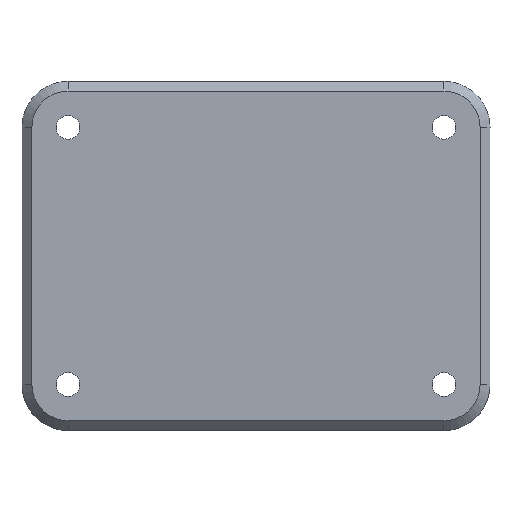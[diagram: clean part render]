
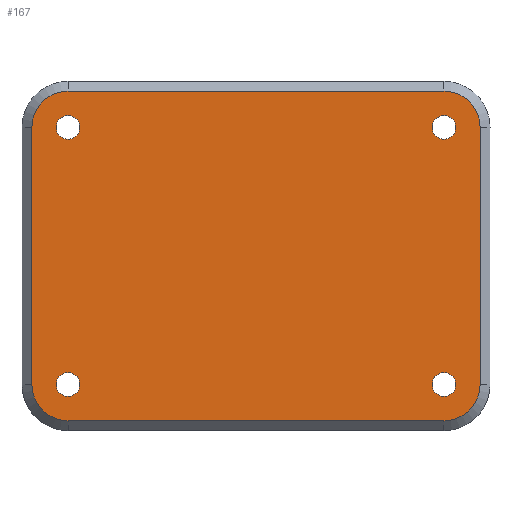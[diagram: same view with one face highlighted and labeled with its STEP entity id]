
A CAD part, top view. The second image highlights one B-rep face of the part: STEP entity #167.
In plain terms, the highlighted planar face has unit normal (0, 0, 1).
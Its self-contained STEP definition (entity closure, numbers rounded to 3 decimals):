
#6 = VERTEX_POINT ( 'NONE', #2746 ) ;
#13 = VECTOR ( 'NONE', #65, 1000. ) ;
#65 = DIRECTION ( 'NONE',  ( 1., 0., 0. ) ) ;
#78 = EDGE_LOOP ( 'NONE', ( #1175, #2313 ) ) ;
#89 = DIRECTION ( 'NONE',  ( 1., 0., 0. ) ) ;
#162 = DIRECTION ( 'NONE',  ( 0., 0., 1. ) ) ;
#167 = ADVANCED_FACE ( 'NONE', ( #2125, #1906, #381, #2806, #1674 ), #2558, .F. ) ;
#185 = AXIS2_PLACEMENT_3D ( 'NONE', #1927, #412, #2567 ) ;
#216 = DIRECTION ( 'NONE',  ( -1., 0., 0. ) ) ;
#218 = DIRECTION ( 'NONE',  ( -1., 0., 0. ) ) ;
#220 = EDGE_CURVE ( 'NONE', #2833, #1644, #2809, .T. ) ;
#235 = EDGE_CURVE ( 'NONE', #1108, #2042, #630, .T. ) ;
#257 = ORIENTED_EDGE ( 'NONE', *, *, #235, .F. ) ;
#268 = AXIS2_PLACEMENT_3D ( 'NONE', #1977, #162, #2854 ) ;
#271 = CIRCLE ( 'NONE', #1726, 1.2 ) ;
#273 = VERTEX_POINT ( 'NONE', #1805 ) ;
#294 = CARTESIAN_POINT ( 'NONE',  ( 3., 29., 5.57 ) ) ;
#307 = DIRECTION ( 'NONE',  ( 0., -1., 0. ) ) ;
#322 = ORIENTED_EDGE ( 'NONE', *, *, #1593, .T. ) ;
#327 = CIRCLE ( 'NONE', #705, 3.65 ) ;
#330 = CARTESIAN_POINT ( 'NONE',  ( 44.65, 29., 5.57 ) ) ;
#381 = FACE_BOUND ( 'NONE', #2039, .T. ) ;
#399 = CIRCLE ( 'NONE', #550, 1.2 ) ;
#407 = DIRECTION ( 'NONE',  ( 0., 0., 1. ) ) ;
#411 = ORIENTED_EDGE ( 'NONE', *, *, #483, .F. ) ;
#412 = DIRECTION ( 'NONE',  ( 0., 0., 1. ) ) ;
#417 = CIRCLE ( 'NONE', #651, 3.65 ) ;
#433 = CARTESIAN_POINT ( 'NONE',  ( 1.8, 3., 5.57 ) ) ;
#445 = DIRECTION ( 'NONE',  ( 0., 0., 1. ) ) ;
#450 = AXIS2_PLACEMENT_3D ( 'NONE', #667, #1566, #2238 ) ;
#482 = LINE ( 'NONE', #330, #1544 ) ;
#483 = EDGE_CURVE ( 'NONE', #1565, #2179, #271, .T. ) ;
#509 = EDGE_CURVE ( 'NONE', #1644, #2833, #399, .T. ) ;
#518 = EDGE_CURVE ( 'NONE', #2723, #273, #1101, .T. ) ;
#550 = AXIS2_PLACEMENT_3D ( 'NONE', #1343, #2686, #1775 ) ;
#551 = CIRCLE ( 'NONE', #965, 1.2 ) ;
#560 = EDGE_LOOP ( 'NONE', ( #322, #2885, #2363, #1452, #1153, #1836, #661, #1608 ) ) ;
#570 = EDGE_CURVE ( 'NONE', #1969, #2555, #2321, .T. ) ;
#611 = CARTESIAN_POINT ( 'NONE',  ( 3., 32.65, 5.57 ) ) ;
#624 = CARTESIAN_POINT ( 'NONE',  ( 41., 29., 5.57 ) ) ;
#630 = CIRCLE ( 'NONE', #2273, 1.2 ) ;
#651 = AXIS2_PLACEMENT_3D ( 'NONE', #624, #677, #216 ) ;
#661 = ORIENTED_EDGE ( 'NONE', *, *, #1612, .T. ) ;
#667 = CARTESIAN_POINT ( 'NONE',  ( 41., 29., 5.57 ) ) ;
#677 = DIRECTION ( 'NONE',  ( 0., 0., 1. ) ) ;
#692 = EDGE_CURVE ( 'NONE', #2042, #1108, #551, .T. ) ;
#702 = VERTEX_POINT ( 'NONE', #1488 ) ;
#705 = AXIS2_PLACEMENT_3D ( 'NONE', #1176, #2752, #1218 ) ;
#718 = EDGE_LOOP ( 'NONE', ( #1957, #411 ) ) ;
#757 = LINE ( 'NONE', #1602, #13 ) ;
#783 = CARTESIAN_POINT ( 'NONE',  ( 39.8, 3., 5.57 ) ) ;
#793 = CIRCLE ( 'NONE', #185, 3.65 ) ;
#799 = CARTESIAN_POINT ( 'NONE',  ( 44.65, 29., 5.57 ) ) ;
#821 = CIRCLE ( 'NONE', #1779, 1.2 ) ;
#872 = CARTESIAN_POINT ( 'NONE',  ( 42.2, 3., 5.57 ) ) ;
#957 = EDGE_CURVE ( 'NONE', #273, #2723, #821, .T. ) ;
#965 = AXIS2_PLACEMENT_3D ( 'NONE', #1705, #2378, #2407 ) ;
#990 = CARTESIAN_POINT ( 'NONE',  ( 42.2, 29., 5.57 ) ) ;
#1020 = CARTESIAN_POINT ( 'NONE',  ( -0.65, 3., 5.57 ) ) ;
#1035 = CARTESIAN_POINT ( 'NONE',  ( 3., 29., 5.57 ) ) ;
#1052 = EDGE_CURVE ( 'NONE', #2471, #2190, #1943, .T. ) ;
#1063 = AXIS2_PLACEMENT_3D ( 'NONE', #294, #1660, #2804 ) ;
#1078 = DIRECTION ( 'NONE',  ( 1., 0., 0. ) ) ;
#1101 = CIRCLE ( 'NONE', #450, 1.2 ) ;
#1108 = VERTEX_POINT ( 'NONE', #1514 ) ;
#1153 = ORIENTED_EDGE ( 'NONE', *, *, #2632, .T. ) ;
#1166 = CARTESIAN_POINT ( 'NONE',  ( 4.2, 29., 5.57 ) ) ;
#1175 = ORIENTED_EDGE ( 'NONE', *, *, #220, .F. ) ;
#1176 = CARTESIAN_POINT ( 'NONE',  ( 3., 3., 5.57 ) ) ;
#1191 = CARTESIAN_POINT ( 'NONE',  ( -0.65, 3., 5.57 ) ) ;
#1198 = CARTESIAN_POINT ( 'NONE',  ( 41., 29., 5.57 ) ) ;
#1218 = DIRECTION ( 'NONE',  ( -1., 0., 0. ) ) ;
#1229 = CARTESIAN_POINT ( 'NONE',  ( -0.65, 29., 5.57 ) ) ;
#1244 = AXIS2_PLACEMENT_3D ( 'NONE', #1714, #2439, #218 ) ;
#1248 = EDGE_CURVE ( 'NONE', #6, #702, #793, .T. ) ;
#1343 = CARTESIAN_POINT ( 'NONE',  ( 41., 3., 5.57 ) ) ;
#1385 = EDGE_LOOP ( 'NONE', ( #257, #2080 ) ) ;
#1400 = VERTEX_POINT ( 'NONE', #799 ) ;
#1406 = CIRCLE ( 'NONE', #1647, 1.2 ) ;
#1416 = EDGE_CURVE ( 'NONE', #2179, #1565, #1406, .T. ) ;
#1443 = ORIENTED_EDGE ( 'NONE', *, *, #518, .F. ) ;
#1452 = ORIENTED_EDGE ( 'NONE', *, *, #2464, .T. ) ;
#1488 = CARTESIAN_POINT ( 'NONE',  ( 44.65, 3., 5.57 ) ) ;
#1514 = CARTESIAN_POINT ( 'NONE',  ( 4.2, 3., 5.57 ) ) ;
#1544 = VECTOR ( 'NONE', #2257, 1000. ) ;
#1565 = VERTEX_POINT ( 'NONE', #2469 ) ;
#1566 = DIRECTION ( 'NONE',  ( 0., 0., 1. ) ) ;
#1593 = EDGE_CURVE ( 'NONE', #2555, #1808, #327, .T. ) ;
#1602 = CARTESIAN_POINT ( 'NONE',  ( 41., -0.65, 5.57 ) ) ;
#1608 = ORIENTED_EDGE ( 'NONE', *, *, #570, .T. ) ;
#1612 = EDGE_CURVE ( 'NONE', #2190, #1969, #2339, .T. ) ;
#1644 = VERTEX_POINT ( 'NONE', #783 ) ;
#1647 = AXIS2_PLACEMENT_3D ( 'NONE', #1035, #2617, #2151 ) ;
#1660 = DIRECTION ( 'NONE',  ( 0., 0., 1. ) ) ;
#1674 = FACE_BOUND ( 'NONE', #1385, .T. ) ;
#1705 = CARTESIAN_POINT ( 'NONE',  ( 3., 3., 5.57 ) ) ;
#1714 = CARTESIAN_POINT ( 'NONE',  ( 41., 29., 5.57 ) ) ;
#1726 = AXIS2_PLACEMENT_3D ( 'NONE', #2472, #445, #2716 ) ;
#1757 = CARTESIAN_POINT ( 'NONE',  ( 3., 3., 5.57 ) ) ;
#1775 = DIRECTION ( 'NONE',  ( 1., 0., 0. ) ) ;
#1779 = AXIS2_PLACEMENT_3D ( 'NONE', #1198, #2101, #89 ) ;
#1805 = CARTESIAN_POINT ( 'NONE',  ( 39.8, 29., 5.57 ) ) ;
#1808 = VERTEX_POINT ( 'NONE', #2452 ) ;
#1836 = ORIENTED_EDGE ( 'NONE', *, *, #1052, .T. ) ;
#1860 = CARTESIAN_POINT ( 'NONE',  ( 41., 32.65, 5.57 ) ) ;
#1897 = ORIENTED_EDGE ( 'NONE', *, *, #957, .F. ) ;
#1906 = FACE_BOUND ( 'NONE', #718, .T. ) ;
#1912 = VECTOR ( 'NONE', #307, 1000. ) ;
#1927 = CARTESIAN_POINT ( 'NONE',  ( 41., 3., 5.57 ) ) ;
#1934 = DIRECTION ( 'NONE',  ( -1., 0., 0. ) ) ;
#1943 = LINE ( 'NONE', #611, #2242 ) ;
#1957 = ORIENTED_EDGE ( 'NONE', *, *, #1416, .F. ) ;
#1969 = VERTEX_POINT ( 'NONE', #1229 ) ;
#1977 = CARTESIAN_POINT ( 'NONE',  ( 41., 3., 5.57 ) ) ;
#2039 = EDGE_LOOP ( 'NONE', ( #1443, #1897 ) ) ;
#2042 = VERTEX_POINT ( 'NONE', #433 ) ;
#2074 = CARTESIAN_POINT ( 'NONE',  ( 3., 32.65, 5.57 ) ) ;
#2080 = ORIENTED_EDGE ( 'NONE', *, *, #692, .F. ) ;
#2101 = DIRECTION ( 'NONE',  ( 0., 0., 1. ) ) ;
#2125 = FACE_OUTER_BOUND ( 'NONE', #560, .T. ) ;
#2146 = EDGE_CURVE ( 'NONE', #1808, #6, #757, .T. ) ;
#2151 = DIRECTION ( 'NONE',  ( 1., 0., 0. ) ) ;
#2179 = VERTEX_POINT ( 'NONE', #1166 ) ;
#2190 = VERTEX_POINT ( 'NONE', #2074 ) ;
#2238 = DIRECTION ( 'NONE',  ( 1., 0., 0. ) ) ;
#2242 = VECTOR ( 'NONE', #1934, 1000. ) ;
#2257 = DIRECTION ( 'NONE',  ( 0., 1., 0. ) ) ;
#2273 = AXIS2_PLACEMENT_3D ( 'NONE', #1757, #407, #1078 ) ;
#2313 = ORIENTED_EDGE ( 'NONE', *, *, #509, .F. ) ;
#2321 = LINE ( 'NONE', #1191, #1912 ) ;
#2339 = CIRCLE ( 'NONE', #1063, 3.65 ) ;
#2363 = ORIENTED_EDGE ( 'NONE', *, *, #1248, .T. ) ;
#2378 = DIRECTION ( 'NONE',  ( 0., 0., 1. ) ) ;
#2407 = DIRECTION ( 'NONE',  ( 1., 0., 0. ) ) ;
#2439 = DIRECTION ( 'NONE',  ( 0., 0., -1. ) ) ;
#2452 = CARTESIAN_POINT ( 'NONE',  ( 3., -0.65, 5.57 ) ) ;
#2464 = EDGE_CURVE ( 'NONE', #702, #1400, #482, .T. ) ;
#2469 = CARTESIAN_POINT ( 'NONE',  ( 1.8, 29., 5.57 ) ) ;
#2471 = VERTEX_POINT ( 'NONE', #1860 ) ;
#2472 = CARTESIAN_POINT ( 'NONE',  ( 3., 29., 5.57 ) ) ;
#2555 = VERTEX_POINT ( 'NONE', #1020 ) ;
#2558 = PLANE ( 'NONE',  #1244 ) ;
#2567 = DIRECTION ( 'NONE',  ( -1., 0., 0. ) ) ;
#2617 = DIRECTION ( 'NONE',  ( 0., 0., 1. ) ) ;
#2632 = EDGE_CURVE ( 'NONE', #1400, #2471, #417, .T. ) ;
#2686 = DIRECTION ( 'NONE',  ( 0., 0., 1. ) ) ;
#2716 = DIRECTION ( 'NONE',  ( 1., 0., 0. ) ) ;
#2723 = VERTEX_POINT ( 'NONE', #990 ) ;
#2746 = CARTESIAN_POINT ( 'NONE',  ( 41., -0.65, 5.57 ) ) ;
#2752 = DIRECTION ( 'NONE',  ( 0., 0., 1. ) ) ;
#2804 = DIRECTION ( 'NONE',  ( -1., 0., 0. ) ) ;
#2806 = FACE_BOUND ( 'NONE', #78, .T. ) ;
#2809 = CIRCLE ( 'NONE', #268, 1.2 ) ;
#2833 = VERTEX_POINT ( 'NONE', #872 ) ;
#2854 = DIRECTION ( 'NONE',  ( 1., 0., 0. ) ) ;
#2885 = ORIENTED_EDGE ( 'NONE', *, *, #2146, .T. ) ;
